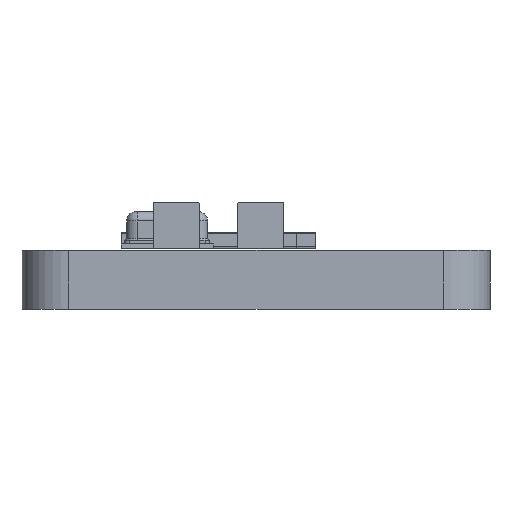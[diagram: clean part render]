
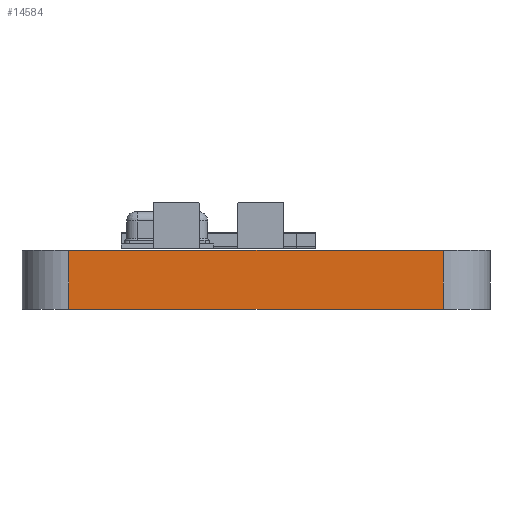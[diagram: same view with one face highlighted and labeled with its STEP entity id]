
A CAD part, left-side view. The second image highlights one B-rep face of the part: STEP entity #14584.
In plain terms, the highlighted planar face has unit normal (-1, 0, 0).
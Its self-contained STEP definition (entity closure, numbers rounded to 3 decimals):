
#14403 = CYLINDRICAL_SURFACE('',#14404,1.27);
#14404 = AXIS2_PLACEMENT_3D('',#14405,#14406,#14407);
#14405 = CARTESIAN_POINT('',(142.24,-98.425,0.));
#14406 = DIRECTION('',(0.,0.,-1.));
#14407 = DIRECTION('',(1.,0.,0.));
#14428 = VERTEX_POINT('',#14429);
#14429 = CARTESIAN_POINT('',(140.97,-98.425,1.6));
#14444 = PLANE('',#14445);
#14445 = AXIS2_PLACEMENT_3D('',#14446,#14447,#14448);
#14446 = CARTESIAN_POINT('',(147.32,-103.505,1.6));
#14447 = DIRECTION('',(0.,0.,1.));
#14448 = DIRECTION('',(1.,0.,0.));
#14456 = EDGE_CURVE('',#14457,#14428,#14459,.T.);
#14457 = VERTEX_POINT('',#14458);
#14458 = CARTESIAN_POINT('',(140.97,-98.425,0.));
#14459 = SURFACE_CURVE('',#14460,(#14464,#14471),.PCURVE_S1.);
#14460 = LINE('',#14461,#14462);
#14461 = CARTESIAN_POINT('',(140.97,-98.425,0.));
#14462 = VECTOR('',#14463,1.);
#14463 = DIRECTION('',(0.,0.,1.));
#14464 = PCURVE('',#14403,#14465);
#14465 = DEFINITIONAL_REPRESENTATION('',(#14466),#14470);
#14466 = LINE('',#14467,#14468);
#14467 = CARTESIAN_POINT('',(-3.142,0.));
#14468 = VECTOR('',#14469,1.);
#14469 = DIRECTION('',(0.,-1.));
#14470 = ( GEOMETRIC_REPRESENTATION_CONTEXT(2) 
PARAMETRIC_REPRESENTATION_CONTEXT() REPRESENTATION_CONTEXT('2D SPACE',''
  ) );
#14471 = PCURVE('',#14472,#14477);
#14472 = PLANE('',#14473);
#14473 = AXIS2_PLACEMENT_3D('',#14474,#14475,#14476);
#14474 = CARTESIAN_POINT('',(140.97,-98.425,0.));
#14475 = DIRECTION('',(1.,0.,0.));
#14476 = DIRECTION('',(0.,-1.,0.));
#14477 = DEFINITIONAL_REPRESENTATION('',(#14478),#14482);
#14478 = LINE('',#14479,#14480);
#14479 = CARTESIAN_POINT('',(0.,0.));
#14480 = VECTOR('',#14481,1.);
#14481 = DIRECTION('',(0.,-1.));
#14482 = ( GEOMETRIC_REPRESENTATION_CONTEXT(2) 
PARAMETRIC_REPRESENTATION_CONTEXT() REPRESENTATION_CONTEXT('2D SPACE',''
  ) );
#14499 = PLANE('',#14500);
#14500 = AXIS2_PLACEMENT_3D('',#14501,#14502,#14503);
#14501 = CARTESIAN_POINT('',(147.32,-103.505,0.));
#14502 = DIRECTION('',(0.,0.,1.));
#14503 = DIRECTION('',(1.,0.,0.));
#14584 = ADVANCED_FACE('',(#14585),#14472,.F.);
#14585 = FACE_BOUND('',#14586,.F.);
#14586 = EDGE_LOOP('',(#14587,#14588,#14611,#14639));
#14587 = ORIENTED_EDGE('',*,*,#14456,.T.);
#14588 = ORIENTED_EDGE('',*,*,#14589,.T.);
#14589 = EDGE_CURVE('',#14428,#14590,#14592,.T.);
#14590 = VERTEX_POINT('',#14591);
#14591 = CARTESIAN_POINT('',(140.97,-108.585,1.6));
#14592 = SURFACE_CURVE('',#14593,(#14597,#14604),.PCURVE_S1.);
#14593 = LINE('',#14594,#14595);
#14594 = CARTESIAN_POINT('',(140.97,-98.425,1.6));
#14595 = VECTOR('',#14596,1.);
#14596 = DIRECTION('',(0.,-1.,0.));
#14597 = PCURVE('',#14472,#14598);
#14598 = DEFINITIONAL_REPRESENTATION('',(#14599),#14603);
#14599 = LINE('',#14600,#14601);
#14600 = CARTESIAN_POINT('',(0.,-1.6));
#14601 = VECTOR('',#14602,1.);
#14602 = DIRECTION('',(1.,0.));
#14603 = ( GEOMETRIC_REPRESENTATION_CONTEXT(2) 
PARAMETRIC_REPRESENTATION_CONTEXT() REPRESENTATION_CONTEXT('2D SPACE',''
  ) );
#14604 = PCURVE('',#14444,#14605);
#14605 = DEFINITIONAL_REPRESENTATION('',(#14606),#14610);
#14606 = LINE('',#14607,#14608);
#14607 = CARTESIAN_POINT('',(-6.35,5.08));
#14608 = VECTOR('',#14609,1.);
#14609 = DIRECTION('',(0.,-1.));
#14610 = ( GEOMETRIC_REPRESENTATION_CONTEXT(2) 
PARAMETRIC_REPRESENTATION_CONTEXT() REPRESENTATION_CONTEXT('2D SPACE',''
  ) );
#14611 = ORIENTED_EDGE('',*,*,#14612,.F.);
#14612 = EDGE_CURVE('',#14613,#14590,#14615,.T.);
#14613 = VERTEX_POINT('',#14614);
#14614 = CARTESIAN_POINT('',(140.97,-108.585,0.));
#14615 = SURFACE_CURVE('',#14616,(#14620,#14627),.PCURVE_S1.);
#14616 = LINE('',#14617,#14618);
#14617 = CARTESIAN_POINT('',(140.97,-108.585,0.));
#14618 = VECTOR('',#14619,1.);
#14619 = DIRECTION('',(0.,0.,1.));
#14620 = PCURVE('',#14472,#14621);
#14621 = DEFINITIONAL_REPRESENTATION('',(#14622),#14626);
#14622 = LINE('',#14623,#14624);
#14623 = CARTESIAN_POINT('',(10.16,0.));
#14624 = VECTOR('',#14625,1.);
#14625 = DIRECTION('',(0.,-1.));
#14626 = ( GEOMETRIC_REPRESENTATION_CONTEXT(2) 
PARAMETRIC_REPRESENTATION_CONTEXT() REPRESENTATION_CONTEXT('2D SPACE',''
  ) );
#14627 = PCURVE('',#14628,#14633);
#14628 = CYLINDRICAL_SURFACE('',#14629,1.27);
#14629 = AXIS2_PLACEMENT_3D('',#14630,#14631,#14632);
#14630 = CARTESIAN_POINT('',(142.24,-108.585,0.));
#14631 = DIRECTION('',(0.,0.,-1.));
#14632 = DIRECTION('',(1.,0.,0.));
#14633 = DEFINITIONAL_REPRESENTATION('',(#14634),#14638);
#14634 = LINE('',#14635,#14636);
#14635 = CARTESIAN_POINT('',(-3.142,0.));
#14636 = VECTOR('',#14637,1.);
#14637 = DIRECTION('',(0.,-1.));
#14638 = ( GEOMETRIC_REPRESENTATION_CONTEXT(2) 
PARAMETRIC_REPRESENTATION_CONTEXT() REPRESENTATION_CONTEXT('2D SPACE',''
  ) );
#14639 = ORIENTED_EDGE('',*,*,#14640,.F.);
#14640 = EDGE_CURVE('',#14457,#14613,#14641,.T.);
#14641 = SURFACE_CURVE('',#14642,(#14646,#14653),.PCURVE_S1.);
#14642 = LINE('',#14643,#14644);
#14643 = CARTESIAN_POINT('',(140.97,-98.425,0.));
#14644 = VECTOR('',#14645,1.);
#14645 = DIRECTION('',(0.,-1.,0.));
#14646 = PCURVE('',#14472,#14647);
#14647 = DEFINITIONAL_REPRESENTATION('',(#14648),#14652);
#14648 = LINE('',#14649,#14650);
#14649 = CARTESIAN_POINT('',(0.,0.));
#14650 = VECTOR('',#14651,1.);
#14651 = DIRECTION('',(1.,0.));
#14652 = ( GEOMETRIC_REPRESENTATION_CONTEXT(2) 
PARAMETRIC_REPRESENTATION_CONTEXT() REPRESENTATION_CONTEXT('2D SPACE',''
  ) );
#14653 = PCURVE('',#14499,#14654);
#14654 = DEFINITIONAL_REPRESENTATION('',(#14655),#14659);
#14655 = LINE('',#14656,#14657);
#14656 = CARTESIAN_POINT('',(-6.35,5.08));
#14657 = VECTOR('',#14658,1.);
#14658 = DIRECTION('',(0.,-1.));
#14659 = ( GEOMETRIC_REPRESENTATION_CONTEXT(2) 
PARAMETRIC_REPRESENTATION_CONTEXT() REPRESENTATION_CONTEXT('2D SPACE',''
  ) );
